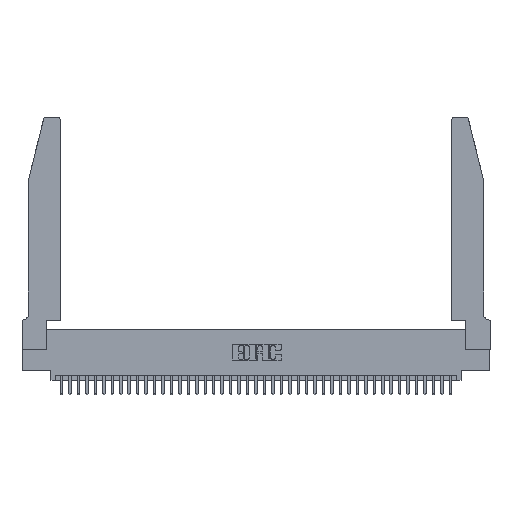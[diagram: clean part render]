
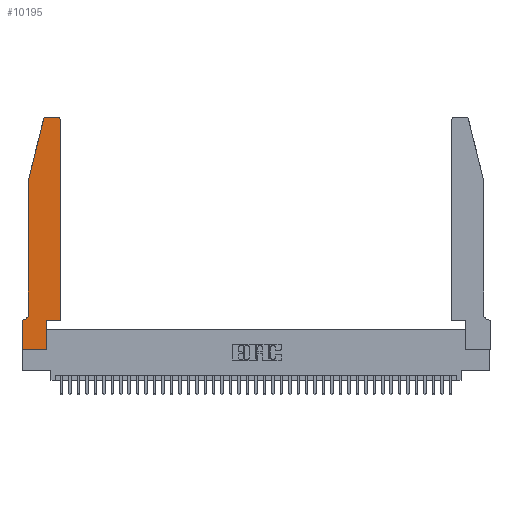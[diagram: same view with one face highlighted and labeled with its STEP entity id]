
A CAD part, top view. The second image highlights one B-rep face of the part: STEP entity #10195.
In plain terms, the highlighted planar face has unit normal (0, 0, 1).
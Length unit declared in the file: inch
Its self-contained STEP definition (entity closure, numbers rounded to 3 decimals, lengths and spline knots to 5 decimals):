
#811 = CIRCLE ( 'NONE', #35888, 0.03 ) ;
#1030 = ORIENTED_EDGE ( 'NONE', *, *, #3468, .T. ) ;
#1191 = ORIENTED_EDGE ( 'NONE', *, *, #20815, .T. ) ;
#1902 = ORIENTED_EDGE ( 'NONE', *, *, #34278, .T. ) ;
#3109 = VERTEX_POINT ( 'NONE', #30927 ) ;
#3468 = EDGE_CURVE ( 'NONE', #12653, #14326, #29685, .T. ) ;
#3966 = DIRECTION ( 'NONE',  ( 0., 0., 1. ) ) ;
#4519 = LINE ( 'NONE', #37225, #24437 ) ;
#5261 = CARTESIAN_POINT ( 'NONE',  ( 0.2865, 0.35, 0.37 ) ) ;
#5931 = CARTESIAN_POINT ( 'NONE',  ( 0., 0.35, 0.37 ) ) ;
#6192 = ORIENTED_EDGE ( 'NONE', *, *, #18898, .T. ) ;
#7052 = DIRECTION ( 'NONE',  ( 0., -1., 0. ) ) ;
#7073 = EDGE_LOOP ( 'NONE', ( #1030, #30860, #1902, #25534, #6192, #18627, #18354, #9525, #14208, #23438, #1191, #24046 ) ) ;
#7320 = CARTESIAN_POINT ( 'NONE',  ( 0.0055, 0.35, 0.37 ) ) ;
#7849 = EDGE_CURVE ( 'NONE', #8913, #16204, #18118, .T. ) ;
#7968 = CARTESIAN_POINT ( 'NONE',  ( 0., 0.35, 0.37 ) ) ;
#8046 = VERTEX_POINT ( 'NONE', #13781 ) ;
#8377 = EDGE_CURVE ( 'NONE', #8046, #18787, #24564, .T. ) ;
#8913 = VERTEX_POINT ( 'NONE', #7320 ) ;
#9378 = VERTEX_POINT ( 'NONE', #23733 ) ;
#9525 = ORIENTED_EDGE ( 'NONE', *, *, #20621, .T. ) ;
#10077 = CARTESIAN_POINT ( 'NONE',  ( 0.4505, 2.72, 0.37 ) ) ;
#10195 = ADVANCED_FACE ( 'NONE', ( #28853 ), #25394, .T. ) ;
#11910 = VERTEX_POINT ( 'NONE', #10077 ) ;
#12369 = CARTESIAN_POINT ( 'NONE',  ( 0.2605, 2.75, 0.37 ) ) ;
#12653 = VERTEX_POINT ( 'NONE', #18271 ) ;
#12785 = CARTESIAN_POINT ( 'NONE',  ( 0.4205, 2.72, 0.37 ) ) ;
#13781 = CARTESIAN_POINT ( 'NONE',  ( 0.2865, 0., 0.37 ) ) ;
#14048 = VERTEX_POINT ( 'NONE', #36273 ) ;
#14087 = EDGE_CURVE ( 'NONE', #14326, #3109, #24292, .T. ) ;
#14134 = DIRECTION ( 'NONE',  ( 1., 0., 0. ) ) ;
#14208 = ORIENTED_EDGE ( 'NONE', *, *, #8377, .T. ) ;
#14326 = VERTEX_POINT ( 'NONE', #33619 ) ;
#14507 = AXIS2_PLACEMENT_3D ( 'NONE', #5931, #18416, #41137 ) ;
#14514 = DIRECTION ( 'NONE',  ( 1., 0., 0. ) ) ;
#14573 = AXIS2_PLACEMENT_3D ( 'NONE', #17201, #3966, #14134 ) ;
#14646 = DIRECTION ( 'NONE',  ( -0.239, -0.971, 0. ) ) ;
#14778 = EDGE_CURVE ( 'NONE', #16204, #18021, #28253, .T. ) ;
#15273 = DIRECTION ( 'NONE',  ( 0., 0., -1. ) ) ;
#15568 = CARTESIAN_POINT ( 'NONE',  ( 0.4505, 0.35, 0.37 ) ) ;
#16119 = VECTOR ( 'NONE', #24364, 39.37008 ) ;
#16204 = VERTEX_POINT ( 'NONE', #7968 ) ;
#17155 = VECTOR ( 'NONE', #21789, 39.37008 ) ;
#17201 = CARTESIAN_POINT ( 'NONE',  ( 0.284, 2.72, 0.37 ) ) ;
#18021 = VERTEX_POINT ( 'NONE', #37399 ) ;
#18118 = LINE ( 'NONE', #23291, #17155 ) ;
#18271 = CARTESIAN_POINT ( 'NONE',  ( 0.4205, 2.75, 0.37 ) ) ;
#18354 = ORIENTED_EDGE ( 'NONE', *, *, #14778, .T. ) ;
#18416 = DIRECTION ( 'NONE',  ( 0., 0., 1. ) ) ;
#18627 = ORIENTED_EDGE ( 'NONE', *, *, #7849, .T. ) ;
#18756 = DIRECTION ( 'NONE',  ( 1., 0., 0. ) ) ;
#18785 = EDGE_CURVE ( 'NONE', #38657, #14048, #21929, .T. ) ;
#18787 = VERTEX_POINT ( 'NONE', #5261 ) ;
#18898 = EDGE_CURVE ( 'NONE', #14048, #8913, #37911, .T. ) ;
#19030 = DIRECTION ( 'NONE',  ( 0., 0., 1. ) ) ;
#19208 = VECTOR ( 'NONE', #21537, 39.37008 ) ;
#19602 = EDGE_CURVE ( 'NONE', #18787, #9378, #4519, .T. ) ;
#19889 = LINE ( 'NONE', #33841, #22382 ) ;
#20621 = EDGE_CURVE ( 'NONE', #18021, #8046, #36708, .T. ) ;
#20672 = AXIS2_PLACEMENT_3D ( 'NONE', #21513, #15273, #21645 ) ;
#20815 = EDGE_CURVE ( 'NONE', #9378, #11910, #21697, .T. ) ;
#21238 = VECTOR ( 'NONE', #31013, 39.37008 ) ;
#21270 = VECTOR ( 'NONE', #7052, 39.37008 ) ;
#21513 = CARTESIAN_POINT ( 'NONE',  ( 0.0055, 0.42, 0.37 ) ) ;
#21537 = DIRECTION ( 'NONE',  ( 0., 1., 0. ) ) ;
#21645 = DIRECTION ( 'NONE',  ( -1., 0., 0. ) ) ;
#21697 = LINE ( 'NONE', #15568, #19208 ) ;
#21789 = DIRECTION ( 'NONE',  ( -1., 0., 0. ) ) ;
#21929 = LINE ( 'NONE', #40003, #36899 ) ;
#22382 = VECTOR ( 'NONE', #14646, 39.37008 ) ;
#23291 = CARTESIAN_POINT ( 'NONE',  ( 0.0755, 0.35, 0.37 ) ) ;
#23327 = DIRECTION ( 'NONE',  ( 1., 0., 0. ) ) ;
#23438 = ORIENTED_EDGE ( 'NONE', *, *, #19602, .T. ) ;
#23733 = CARTESIAN_POINT ( 'NONE',  ( 0.4505, 0.35, 0.37 ) ) ;
#24046 = ORIENTED_EDGE ( 'NONE', *, *, #36532, .T. ) ;
#24292 = CIRCLE ( 'NONE', #14573, 0.03 ) ;
#24364 = DIRECTION ( 'NONE',  ( 0., 1., 0. ) ) ;
#24437 = VECTOR ( 'NONE', #14514, 39.37008 ) ;
#24564 = LINE ( 'NONE', #28152, #16119 ) ;
#25394 = PLANE ( 'NONE',  #14507 ) ;
#25534 = ORIENTED_EDGE ( 'NONE', *, *, #18785, .T. ) ;
#25731 = VECTOR ( 'NONE', #23327, 39.37008 ) ;
#26836 = CARTESIAN_POINT ( 'NONE',  ( 0., 0., 0.37 ) ) ;
#28152 = CARTESIAN_POINT ( 'NONE',  ( 0.2865, 0.35, 0.37 ) ) ;
#28253 = LINE ( 'NONE', #33089, #21270 ) ;
#28853 = FACE_OUTER_BOUND ( 'NONE', #7073, .T. ) ;
#29685 = LINE ( 'NONE', #12369, #21238 ) ;
#30860 = ORIENTED_EDGE ( 'NONE', *, *, #14087, .T. ) ;
#30927 = CARTESIAN_POINT ( 'NONE',  ( 0.25487, 2.72718, 0.37 ) ) ;
#31013 = DIRECTION ( 'NONE',  ( -1., 0., 0. ) ) ;
#33017 = DIRECTION ( 'NONE',  ( 0., -1., 0. ) ) ;
#33089 = CARTESIAN_POINT ( 'NONE',  ( 0., 0., 0.37 ) ) ;
#33619 = CARTESIAN_POINT ( 'NONE',  ( 0.284, 2.75, 0.37 ) ) ;
#33841 = CARTESIAN_POINT ( 'NONE',  ( 0.0755, 2., 0.37 ) ) ;
#34278 = EDGE_CURVE ( 'NONE', #3109, #38657, #19889, .T. ) ;
#35221 = CARTESIAN_POINT ( 'NONE',  ( 0.0755, 2., 0.37 ) ) ;
#35888 = AXIS2_PLACEMENT_3D ( 'NONE', #12785, #19030, #18756 ) ;
#36273 = CARTESIAN_POINT ( 'NONE',  ( 0.0755, 0.42, 0.37 ) ) ;
#36532 = EDGE_CURVE ( 'NONE', #11910, #12653, #811, .T. ) ;
#36708 = LINE ( 'NONE', #26836, #25731 ) ;
#36899 = VECTOR ( 'NONE', #33017, 39.37008 ) ;
#37225 = CARTESIAN_POINT ( 'NONE',  ( 0.4505, 0.35, 0.37 ) ) ;
#37399 = CARTESIAN_POINT ( 'NONE',  ( 0., 0., 0.37 ) ) ;
#37911 = CIRCLE ( 'NONE', #20672, 0.07 ) ;
#38657 = VERTEX_POINT ( 'NONE', #35221 ) ;
#40003 = CARTESIAN_POINT ( 'NONE',  ( 0.0755, 2., 0.37 ) ) ;
#41137 = DIRECTION ( 'NONE',  ( 1., 0., 0. ) ) ;
